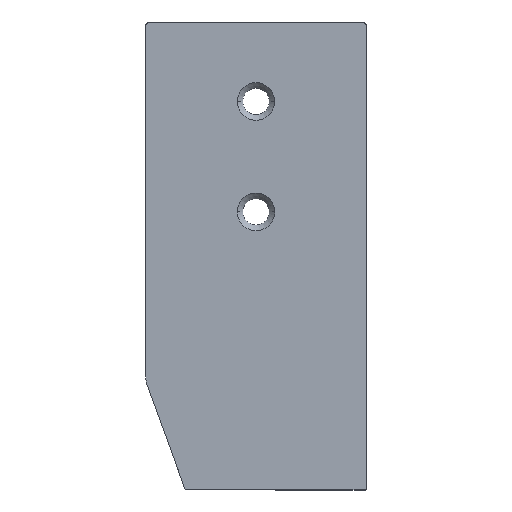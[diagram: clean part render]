
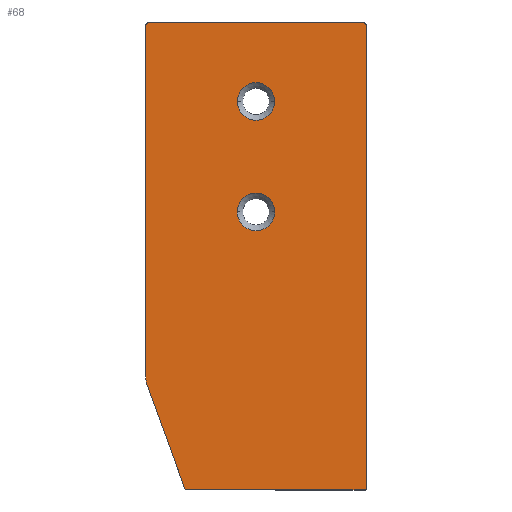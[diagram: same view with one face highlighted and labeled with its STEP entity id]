
A CAD part, top view. The second image highlights one B-rep face of the part: STEP entity #68.
In plain terms, the highlighted planar face has unit normal (0, 0, 1).
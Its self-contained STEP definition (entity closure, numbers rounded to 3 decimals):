
#9 = CARTESIAN_POINT ( 'NONE',  ( 25., 32.5, 1003. ) ) ;
#13 = AXIS2_PLACEMENT_3D ( 'NONE', #850, #471, #552 ) ;
#18 = LINE ( 'NONE', #754, #122 ) ;
#23 = ORIENTED_EDGE ( 'NONE', *, *, #914, .T. ) ;
#30 = DIRECTION ( 'NONE',  ( 0., 0., 1. ) ) ;
#39 = DIRECTION ( 'NONE',  ( 1., 0., 0. ) ) ;
#46 = CARTESIAN_POINT ( 'NONE',  ( -24., 33.5, 1003. ) ) ;
#49 = CARTESIAN_POINT ( 'NONE',  ( -15.79, -72.5, 1003. ) ) ;
#56 = CARTESIAN_POINT ( 'NONE',  ( 4.25, -9.5, 1003. ) ) ;
#62 = AXIS2_PLACEMENT_3D ( 'NONE', #909, #261, #551 ) ;
#68 = ADVANCED_FACE ( 'NONE', ( #774, #615, #486 ), #252, .T. ) ;
#79 = CIRCLE ( 'NONE', #525, 1. ) ;
#86 = CARTESIAN_POINT ( 'NONE',  ( -24.698, -48.601, 1003. ) ) ;
#91 = DIRECTION ( 'NONE',  ( 0., -1., 0. ) ) ;
#104 = DIRECTION ( 'NONE',  ( 0., 0., 1. ) ) ;
#109 = CIRCLE ( 'NONE', #936, 0.3 ) ;
#117 = CARTESIAN_POINT ( 'NONE',  ( 0., 15.5, 1003. ) ) ;
#122 = VECTOR ( 'NONE', #862, 1000. ) ;
#125 = ORIENTED_EDGE ( 'NONE', *, *, #156, .T. ) ;
#133 = CARTESIAN_POINT ( 'NONE',  ( 4.25, 15.5, 1003. ) ) ;
#139 = VECTOR ( 'NONE', #91, 1000. ) ;
#155 = CARTESIAN_POINT ( 'NONE',  ( -16.072, -72.303, 1003. ) ) ;
#156 = EDGE_CURVE ( 'NONE', #241, #706, #770, .T. ) ;
#176 = DIRECTION ( 'NONE',  ( 1., 0., 0. ) ) ;
#188 = AXIS2_PLACEMENT_3D ( 'NONE', #325, #30, #176 ) ;
#198 = DIRECTION ( 'NONE',  ( -1., 0., 0. ) ) ;
#201 = CARTESIAN_POINT ( 'NONE',  ( -15.79, -72.2, 1003. ) ) ;
#203 = EDGE_CURVE ( 'NONE', #771, #432, #357, .T. ) ;
#212 = CIRCLE ( 'NONE', #347, 4.25 ) ;
#241 = VERTEX_POINT ( 'NONE', #954 ) ;
#252 = PLANE ( 'NONE',  #13 ) ;
#256 = CARTESIAN_POINT ( 'NONE',  ( 24.7, -72.2, 1003. ) ) ;
#261 = DIRECTION ( 'NONE',  ( 0., 0., 1. ) ) ;
#269 = CIRCLE ( 'NONE', #188, 4.25 ) ;
#271 = DIRECTION ( 'NONE',  ( 1., 0., 0. ) ) ;
#286 = EDGE_CURVE ( 'NONE', #884, #538, #593, .T. ) ;
#291 = VERTEX_POINT ( 'NONE', #86 ) ;
#292 = ORIENTED_EDGE ( 'NONE', *, *, #286, .T. ) ;
#310 = EDGE_CURVE ( 'NONE', #511, #428, #212, .T. ) ;
#325 = CARTESIAN_POINT ( 'NONE',  ( 0., 15.5, 1003. ) ) ;
#331 = AXIS2_PLACEMENT_3D ( 'NONE', #627, #681, #899 ) ;
#339 = EDGE_LOOP ( 'NONE', ( #657, #23, #503, #937, #343, #125, #575, #666, #437, #292 ) ) ;
#343 = ORIENTED_EDGE ( 'NONE', *, *, #426, .T. ) ;
#347 = AXIS2_PLACEMENT_3D ( 'NONE', #668, #532, #664 ) ;
#350 = DIRECTION ( 'NONE',  ( 1., 0., 0. ) ) ;
#355 = CARTESIAN_POINT ( 'NONE',  ( -25., -46.891, 1003. ) ) ;
#357 = LINE ( 'NONE', #49, #952 ) ;
#362 = DIRECTION ( 'NONE',  ( 0., 0., 1. ) ) ;
#384 = EDGE_CURVE ( 'NONE', #956, #548, #847, .T. ) ;
#396 = EDGE_CURVE ( 'NONE', #548, #956, #269, .T. ) ;
#400 = AXIS2_PLACEMENT_3D ( 'NONE', #201, #791, #350 ) ;
#410 = CARTESIAN_POINT ( 'NONE',  ( 25., -71.7, 1003. ) ) ;
#421 = LINE ( 'NONE', #46, #430 ) ;
#424 = ORIENTED_EDGE ( 'NONE', *, *, #384, .F. ) ;
#426 = EDGE_CURVE ( 'NONE', #432, #241, #109, .T. ) ;
#428 = VERTEX_POINT ( 'NONE', #473 ) ;
#429 = CARTESIAN_POINT ( 'NONE',  ( -20., -46.891, 1003. ) ) ;
#430 = VECTOR ( 'NONE', #198, 1000. ) ;
#432 = VERTEX_POINT ( 'NONE', #762 ) ;
#433 = AXIS2_PLACEMENT_3D ( 'NONE', #429, #362, #271 ) ;
#436 = ORIENTED_EDGE ( 'NONE', *, *, #396, .F. ) ;
#437 = ORIENTED_EDGE ( 'NONE', *, *, #450, .T. ) ;
#450 = EDGE_CURVE ( 'NONE', #790, #884, #514, .T. ) ;
#471 = DIRECTION ( 'NONE',  ( 0., 0., 1. ) ) ;
#473 = CARTESIAN_POINT ( 'NONE',  ( -4.25, -9.5, 1003. ) ) ;
#480 = AXIS2_PLACEMENT_3D ( 'NONE', #117, #633, #39 ) ;
#484 = CARTESIAN_POINT ( 'NONE',  ( -15.79, -72.5, 1003. ) ) ;
#486 = FACE_OUTER_BOUND ( 'NONE', #339, .T. ) ;
#503 = ORIENTED_EDGE ( 'NONE', *, *, #877, .T. ) ;
#511 = VERTEX_POINT ( 'NONE', #56 ) ;
#514 = CIRCLE ( 'NONE', #62, 1. ) ;
#525 = AXIS2_PLACEMENT_3D ( 'NONE', #622, #104, #673 ) ;
#530 = VERTEX_POINT ( 'NONE', #938 ) ;
#532 = DIRECTION ( 'NONE',  ( 0., 0., 1. ) ) ;
#538 = VERTEX_POINT ( 'NONE', #355 ) ;
#545 = DIRECTION ( 'NONE',  ( 0., 0., 1. ) ) ;
#548 = VERTEX_POINT ( 'NONE', #572 ) ;
#551 = DIRECTION ( 'NONE',  ( 1., 0., 0. ) ) ;
#552 = DIRECTION ( 'NONE',  ( 1., 0., 0. ) ) ;
#560 = DIRECTION ( 'NONE',  ( 0., 1., 0. ) ) ;
#565 = EDGE_CURVE ( 'NONE', #538, #291, #953, .T. ) ;
#572 = CARTESIAN_POINT ( 'NONE',  ( -4.25, 15.5, 1003. ) ) ;
#573 = DIRECTION ( 'NONE',  ( 1., 0., 0. ) ) ;
#575 = ORIENTED_EDGE ( 'NONE', *, *, #809, .T. ) ;
#593 = LINE ( 'NONE', #674, #139 ) ;
#615 = FACE_BOUND ( 'NONE', #753, .T. ) ;
#622 = CARTESIAN_POINT ( 'NONE',  ( 24., 32.5, 1003. ) ) ;
#625 = EDGE_LOOP ( 'NONE', ( #680, #653 ) ) ;
#627 = CARTESIAN_POINT ( 'NONE',  ( 0., -9.5, 1003. ) ) ;
#631 = CIRCLE ( 'NONE', #400, 0.3 ) ;
#633 = DIRECTION ( 'NONE',  ( 0., 0., 1. ) ) ;
#634 = VECTOR ( 'NONE', #560, 1000. ) ;
#638 = CARTESIAN_POINT ( 'NONE',  ( -25., 32.5, 1003. ) ) ;
#648 = VERTEX_POINT ( 'NONE', #155 ) ;
#653 = ORIENTED_EDGE ( 'NONE', *, *, #747, .F. ) ;
#657 = ORIENTED_EDGE ( 'NONE', *, *, #565, .T. ) ;
#664 = DIRECTION ( 'NONE',  ( 1., 0., 0. ) ) ;
#666 = ORIENTED_EDGE ( 'NONE', *, *, #865, .T. ) ;
#668 = CARTESIAN_POINT ( 'NONE',  ( 0., -9.5, 1003. ) ) ;
#671 = CIRCLE ( 'NONE', #331, 4.25 ) ;
#673 = DIRECTION ( 'NONE',  ( 1., 0., 0. ) ) ;
#674 = CARTESIAN_POINT ( 'NONE',  ( -25., 29., 1003. ) ) ;
#680 = ORIENTED_EDGE ( 'NONE', *, *, #310, .F. ) ;
#681 = DIRECTION ( 'NONE',  ( 0., 0., 1. ) ) ;
#706 = VERTEX_POINT ( 'NONE', #9 ) ;
#747 = EDGE_CURVE ( 'NONE', #428, #511, #671, .T. ) ;
#753 = EDGE_LOOP ( 'NONE', ( #424, #436 ) ) ;
#754 = CARTESIAN_POINT ( 'NONE',  ( -24.698, -48.601, 1003. ) ) ;
#760 = CARTESIAN_POINT ( 'NONE',  ( -24., 33.5, 1003. ) ) ;
#762 = CARTESIAN_POINT ( 'NONE',  ( 24.7, -72.5, 1003. ) ) ;
#770 = LINE ( 'NONE', #410, #634 ) ;
#771 = VERTEX_POINT ( 'NONE', #484 ) ;
#774 = FACE_BOUND ( 'NONE', #625, .T. ) ;
#790 = VERTEX_POINT ( 'NONE', #760 ) ;
#791 = DIRECTION ( 'NONE',  ( 0., 0., 1. ) ) ;
#809 = EDGE_CURVE ( 'NONE', #706, #530, #79, .T. ) ;
#836 = DIRECTION ( 'NONE',  ( 1., 0., 0. ) ) ;
#847 = CIRCLE ( 'NONE', #480, 4.25 ) ;
#850 = CARTESIAN_POINT ( 'NONE',  ( -20., -46.391, 1003. ) ) ;
#862 = DIRECTION ( 'NONE',  ( 0.342, -0.94, 0. ) ) ;
#865 = EDGE_CURVE ( 'NONE', #530, #790, #421, .T. ) ;
#877 = EDGE_CURVE ( 'NONE', #648, #771, #631, .T. ) ;
#884 = VERTEX_POINT ( 'NONE', #638 ) ;
#899 = DIRECTION ( 'NONE',  ( 1., 0., 0. ) ) ;
#909 = CARTESIAN_POINT ( 'NONE',  ( -24., 32.5, 1003. ) ) ;
#914 = EDGE_CURVE ( 'NONE', #291, #648, #18, .T. ) ;
#937 = ORIENTED_EDGE ( 'NONE', *, *, #203, .T. ) ;
#936 = AXIS2_PLACEMENT_3D ( 'NONE', #256, #545, #836 ) ;
#938 = CARTESIAN_POINT ( 'NONE',  ( 24., 33.5, 1003. ) ) ;
#952 = VECTOR ( 'NONE', #573, 1000. ) ;
#953 = CIRCLE ( 'NONE', #433, 5. ) ;
#954 = CARTESIAN_POINT ( 'NONE',  ( 25., -72.2, 1003. ) ) ;
#956 = VERTEX_POINT ( 'NONE', #133 ) ;
